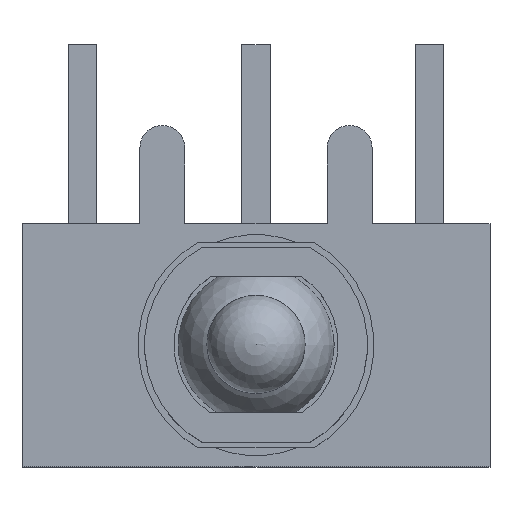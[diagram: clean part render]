
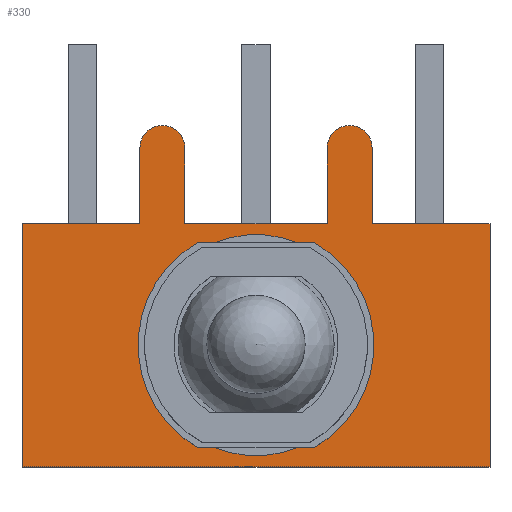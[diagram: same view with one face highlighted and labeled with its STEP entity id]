
A CAD part, top view. The second image highlights one B-rep face of the part: STEP entity #330.
In plain terms, the highlighted planar face has unit normal (0, 0, 1).
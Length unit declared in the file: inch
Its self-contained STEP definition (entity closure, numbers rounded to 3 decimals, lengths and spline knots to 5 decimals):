
#155=CARTESIAN_POINT('',(0.275,0.25308,0.4252));
#156=DIRECTION('',(0.0,0.0,1.0));
#157=DIRECTION('',(1.0,0.0,0.0));
#158=AXIS2_PLACEMENT_3D('',#155,#156,#157);
#159=PLANE('',#158);
#160=CARTESIAN_POINT('',(-0.25,-0.12992,0.4252));
#161=VERTEX_POINT('',#160);
#162=CARTESIAN_POINT('',(-0.25,0.12992,0.4252));
#163=VERTEX_POINT('',#162);
#164=CARTESIAN_POINT('',(-0.25,-0.12992,0.4252));
#165=DIRECTION('',(0.0,1.0,0.0));
#166=VECTOR('',#165,0.25984);
#167=LINE('',#164,#166);
#168=EDGE_CURVE('',#161,#163,#167,.T.);
#169=ORIENTED_EDGE('',*,*,#168,.F.);
#170=CARTESIAN_POINT('',(0.25,-0.12992,0.4252));
#171=VERTEX_POINT('',#170);
#172=CARTESIAN_POINT('',(0.25,-0.12992,0.4252));
#173=DIRECTION('',(-1.0,0.0,0.0));
#174=VECTOR('',#173,0.5);
#175=LINE('',#172,#174);
#176=EDGE_CURVE('',#171,#161,#175,.T.);
#177=ORIENTED_EDGE('',*,*,#176,.F.);
#178=CARTESIAN_POINT('',(0.25,0.12992,0.4252));
#179=VERTEX_POINT('',#178);
#180=CARTESIAN_POINT('',(0.25,0.12992,0.4252));
#181=DIRECTION('',(0.0,-1.0,0.0));
#182=VECTOR('',#181,0.25984);
#183=LINE('',#180,#182);
#184=EDGE_CURVE('',#179,#171,#183,.T.);
#185=ORIENTED_EDGE('',*,*,#184,.F.);
#186=CARTESIAN_POINT('',(0.12402,0.12992,0.4252));
#187=VERTEX_POINT('',#186);
#188=CARTESIAN_POINT('',(0.12402,0.12992,0.4252));
#189=DIRECTION('',(1.0,0.0,0.0));
#190=VECTOR('',#189,0.12598);
#191=LINE('',#188,#190);
#192=EDGE_CURVE('',#187,#179,#191,.T.);
#193=ORIENTED_EDGE('',*,*,#192,.F.);
#194=CARTESIAN_POINT('',(0.12402,0.21083,0.4252));
#195=VERTEX_POINT('',#194);
#196=CARTESIAN_POINT('',(0.12402,0.21083,0.4252));
#197=DIRECTION('',(0.0,-1.0,0.0));
#198=VECTOR('',#197,0.08091);
#199=LINE('',#196,#198);
#200=EDGE_CURVE('',#195,#187,#199,.T.);
#201=ORIENTED_EDGE('',*,*,#200,.F.);
#202=CARTESIAN_POINT('',(0.07598,0.21083,0.4252));
#203=VERTEX_POINT('',#202);
#204=CARTESIAN_POINT('',(0.1,0.21083,0.4252));
#205=DIRECTION('',(0.0,0.0,-1.0));
#206=DIRECTION('',(-1.0,0.0,0.0));
#207=AXIS2_PLACEMENT_3D('',#204,#205,#206);
#208=CIRCLE('',#207,0.02402);
#209=EDGE_CURVE('',#203,#195,#208,.T.);
#210=ORIENTED_EDGE('',*,*,#209,.F.);
#211=CARTESIAN_POINT('',(0.07598,0.12992,0.4252));
#212=VERTEX_POINT('',#211);
#213=CARTESIAN_POINT('',(0.07598,0.12992,0.4252));
#214=DIRECTION('',(0.0,1.0,0.0));
#215=VECTOR('',#214,0.08091);
#216=LINE('',#213,#215);
#217=EDGE_CURVE('',#212,#203,#216,.T.);
#218=ORIENTED_EDGE('',*,*,#217,.F.);
#219=CARTESIAN_POINT('',(-0.07598,0.12992,0.4252));
#220=VERTEX_POINT('',#219);
#221=CARTESIAN_POINT('',(-0.07598,0.12992,0.4252));
#222=DIRECTION('',(1.0,0.0,0.0));
#223=VECTOR('',#222,0.15197);
#224=LINE('',#221,#223);
#225=EDGE_CURVE('',#220,#212,#224,.T.);
#226=ORIENTED_EDGE('',*,*,#225,.F.);
#227=CARTESIAN_POINT('',(-0.07598,0.21083,0.4252));
#228=VERTEX_POINT('',#227);
#229=CARTESIAN_POINT('',(-0.07598,0.21083,0.4252));
#230=DIRECTION('',(0.0,-1.0,0.0));
#231=VECTOR('',#230,0.08091);
#232=LINE('',#229,#231);
#233=EDGE_CURVE('',#228,#220,#232,.T.);
#234=ORIENTED_EDGE('',*,*,#233,.F.);
#235=CARTESIAN_POINT('',(-0.12402,0.21083,0.4252));
#236=VERTEX_POINT('',#235);
#237=CARTESIAN_POINT('',(-0.1,0.21083,0.4252));
#238=DIRECTION('',(0.0,0.0,-1.0));
#239=DIRECTION('',(-1.0,0.0,0.0));
#240=AXIS2_PLACEMENT_3D('',#237,#238,#239);
#241=CIRCLE('',#240,0.02402);
#242=EDGE_CURVE('',#236,#228,#241,.T.);
#243=ORIENTED_EDGE('',*,*,#242,.F.);
#244=CARTESIAN_POINT('',(-0.12402,0.12992,0.4252));
#245=VERTEX_POINT('',#244);
#246=CARTESIAN_POINT('',(-0.12402,0.12992,0.4252));
#247=DIRECTION('',(0.0,1.0,0.0));
#248=VECTOR('',#247,0.08091);
#249=LINE('',#246,#248);
#250=EDGE_CURVE('',#245,#236,#249,.T.);
#251=ORIENTED_EDGE('',*,*,#250,.F.);
#252=CARTESIAN_POINT('',(-0.25,0.12992,0.4252));
#253=DIRECTION('',(1.0,0.0,0.0));
#254=VECTOR('',#253,0.12598);
#255=LINE('',#252,#254);
#256=EDGE_CURVE('',#163,#245,#255,.T.);
#257=ORIENTED_EDGE('',*,*,#256,.F.);
#258=EDGE_LOOP('',(#169,#177,#185,#193,#201,#210,#218,#226,#234,#243,#251,#257));
#259=FACE_OUTER_BOUND('',#258,.T.);
#260=CARTESIAN_POINT('',(-0.06239,-0.10945,0.4252));
#261=VERTEX_POINT('',#260);
#262=CARTESIAN_POINT('',(-0.0444,-0.10945,0.4252));
#263=VERTEX_POINT('',#262);
#264=CARTESIAN_POINT('',(-0.06239,-0.10945,0.4252));
#265=DIRECTION('',(1.0,0.0,0.0));
#266=VECTOR('',#265,0.018);
#267=LINE('',#264,#266);
#268=EDGE_CURVE('',#261,#263,#267,.T.);
#269=ORIENTED_EDGE('',*,*,#268,.F.);
#270=CARTESIAN_POINT('',(-0.06239,0.10945,0.4252));
#271=VERTEX_POINT('',#270);
#272=CARTESIAN_POINT('',(0.,0.,0.4252));
#273=DIRECTION('',(0.0,0.0,1.0));
#274=DIRECTION('',(0.495,-0.869,0.0));
#275=AXIS2_PLACEMENT_3D('',#272,#273,#274);
#276=CIRCLE('',#275,0.12598);
#277=EDGE_CURVE('',#271,#261,#276,.T.);
#278=ORIENTED_EDGE('',*,*,#277,.F.);
#279=CARTESIAN_POINT('',(-0.0444,0.10945,0.4252));
#280=VERTEX_POINT('',#279);
#281=CARTESIAN_POINT('',(-0.0444,0.10945,0.4252));
#282=DIRECTION('',(-1.0,0.0,0.0));
#283=VECTOR('',#282,0.018);
#284=LINE('',#281,#283);
#285=EDGE_CURVE('',#280,#271,#284,.T.);
#286=ORIENTED_EDGE('',*,*,#285,.F.);
#287=CARTESIAN_POINT('',(0.0444,0.10945,0.4252));
#288=VERTEX_POINT('',#287);
#289=CARTESIAN_POINT('',(0.0,0.,0.4252));
#290=DIRECTION('',(0.0,0.0,-1.0));
#291=DIRECTION('',(1.0,0.0,0.0));
#292=AXIS2_PLACEMENT_3D('',#289,#290,#291);
#293=CIRCLE('',#292,0.11811);
#294=EDGE_CURVE('',#280,#288,#293,.T.);
#295=ORIENTED_EDGE('',*,*,#294,.T.);
#296=CARTESIAN_POINT('',(0.06239,0.10945,0.4252));
#297=VERTEX_POINT('',#296);
#298=CARTESIAN_POINT('',(0.06239,0.10945,0.4252));
#299=DIRECTION('',(-1.0,0.0,0.0));
#300=VECTOR('',#299,0.018);
#301=LINE('',#298,#300);
#302=EDGE_CURVE('',#297,#288,#301,.T.);
#303=ORIENTED_EDGE('',*,*,#302,.F.);
#304=CARTESIAN_POINT('',(0.06239,-0.10945,0.4252));
#305=VERTEX_POINT('',#304);
#306=CARTESIAN_POINT('',(0.,0.,0.4252));
#307=DIRECTION('',(0.0,0.0,1.0));
#308=DIRECTION('',(-0.495,0.869,0.0));
#309=AXIS2_PLACEMENT_3D('',#306,#307,#308);
#310=CIRCLE('',#309,0.12598);
#311=EDGE_CURVE('',#305,#297,#310,.T.);
#312=ORIENTED_EDGE('',*,*,#311,.F.);
#313=CARTESIAN_POINT('',(0.0444,-0.10945,0.4252));
#314=VERTEX_POINT('',#313);
#315=CARTESIAN_POINT('',(0.0444,-0.10945,0.4252));
#316=DIRECTION('',(1.0,0.0,0.0));
#317=VECTOR('',#316,0.018);
#318=LINE('',#315,#317);
#319=EDGE_CURVE('',#314,#305,#318,.T.);
#320=ORIENTED_EDGE('',*,*,#319,.F.);
#321=CARTESIAN_POINT('',(0.0,0.,0.4252));
#322=DIRECTION('',(0.0,0.0,-1.0));
#323=DIRECTION('',(1.0,0.0,0.0));
#324=AXIS2_PLACEMENT_3D('',#321,#322,#323);
#325=CIRCLE('',#324,0.11811);
#326=EDGE_CURVE('',#314,#263,#325,.T.);
#327=ORIENTED_EDGE('',*,*,#326,.T.);
#328=EDGE_LOOP('',(#269,#278,#286,#295,#303,#312,#320,#327));
#329=FACE_BOUND('',#328,.T.);
#330=ADVANCED_FACE('',(#259,#329),#159,.T.);
